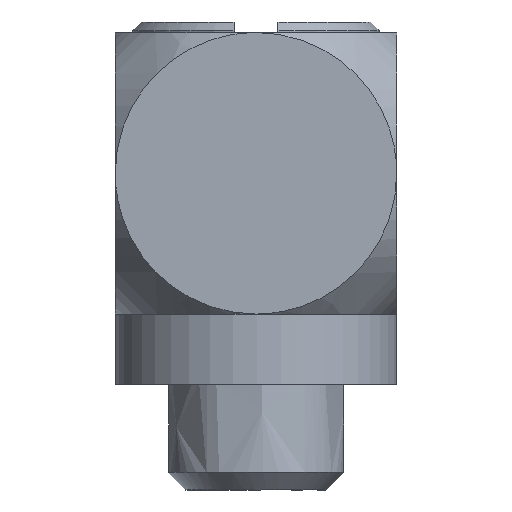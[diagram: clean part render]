
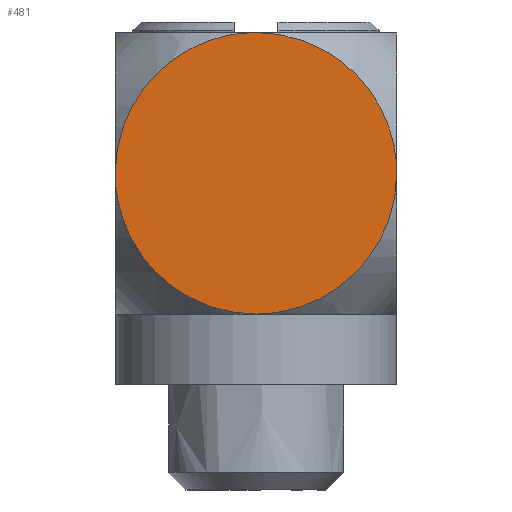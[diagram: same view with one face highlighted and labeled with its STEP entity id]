
A CAD part, left-side view. The second image highlights one B-rep face of the part: STEP entity #481.
In plain terms, the highlighted free-form (B-spline) face has degree [1, 1] with [2, 2] control points.
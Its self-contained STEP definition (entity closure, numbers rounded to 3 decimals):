
#105 = VERTEX_POINT('',#106);
#106 = CARTESIAN_POINT('',(-4.75,0.,
    4.75));
#149 = VERTEX_POINT('',#150);
#150 = CARTESIAN_POINT('',(-4.75,-4.75,0.));
#286 = EDGE_CURVE('',#105,#149,#287,.T.);
#287 = ( BOUNDED_CURVE() B_SPLINE_CURVE(2,(#288,#289,#290),
.UNSPECIFIED.,.F.,.F.) B_SPLINE_CURVE_WITH_KNOTS((3,3),(0.,
1.571),.PIECEWISE_BEZIER_KNOTS.) CURVE() 
GEOMETRIC_REPRESENTATION_ITEM() RATIONAL_B_SPLINE_CURVE((1.,
0.707,1.)) REPRESENTATION_ITEM('') );
#288 = CARTESIAN_POINT('',(-4.75,0.,4.75));
#289 = CARTESIAN_POINT('',(-4.75,-4.75,4.75)
  );
#290 = CARTESIAN_POINT('',(-4.75,-4.75,
    0.));
#307 = EDGE_CURVE('',#308,#105,#310,.T.);
#308 = VERTEX_POINT('',#309);
#309 = CARTESIAN_POINT('',(-4.75,4.75,0.));
#310 = ( BOUNDED_CURVE() B_SPLINE_CURVE(2,(#311,#312,#313),
.UNSPECIFIED.,.F.,.F.) B_SPLINE_CURVE_WITH_KNOTS((3,3),(4.712,
6.283),.PIECEWISE_BEZIER_KNOTS.) CURVE() 
GEOMETRIC_REPRESENTATION_ITEM() RATIONAL_B_SPLINE_CURVE((1.,
0.707,1.)) REPRESENTATION_ITEM('') );
#311 = CARTESIAN_POINT('',(-4.75,4.75,
    0.));
#312 = CARTESIAN_POINT('',(-4.75,4.75,4.75));
#313 = CARTESIAN_POINT('',(-4.75,0.,
    4.75));
#372 = EDGE_CURVE('',#149,#373,#375,.T.);
#373 = VERTEX_POINT('',#374);
#374 = CARTESIAN_POINT('',(-4.75,0.,
    -4.75));
#375 = ( BOUNDED_CURVE() B_SPLINE_CURVE(2,(#376,#377,#378),
.UNSPECIFIED.,.F.,.F.) B_SPLINE_CURVE_WITH_KNOTS((3,3),(1.571,
3.142),.PIECEWISE_BEZIER_KNOTS.) CURVE() 
GEOMETRIC_REPRESENTATION_ITEM() RATIONAL_B_SPLINE_CURVE((1.,
0.707,1.)) REPRESENTATION_ITEM('') );
#376 = CARTESIAN_POINT('',(-4.75,-4.75,
    0.));
#377 = CARTESIAN_POINT('',(-4.75,-4.75,-4.75)
  );
#378 = CARTESIAN_POINT('',(-4.75,0.,
    -4.75));
#481 = ADVANCED_FACE('',(#482),#493,.F.);
#482 = FACE_BOUND('',#483,.F.);
#483 = EDGE_LOOP('',(#484,#485,#486,#487));
#484 = ORIENTED_EDGE('',*,*,#307,.T.);
#485 = ORIENTED_EDGE('',*,*,#286,.T.);
#486 = ORIENTED_EDGE('',*,*,#372,.T.);
#487 = ORIENTED_EDGE('',*,*,#488,.T.);
#488 = EDGE_CURVE('',#373,#308,#489,.T.);
#489 = ( BOUNDED_CURVE() B_SPLINE_CURVE(2,(#490,#491,#492),
.UNSPECIFIED.,.F.,.F.) B_SPLINE_CURVE_WITH_KNOTS((3,3),(3.142,
4.712),.PIECEWISE_BEZIER_KNOTS.) CURVE() 
GEOMETRIC_REPRESENTATION_ITEM() RATIONAL_B_SPLINE_CURVE((1.,
0.707,1.)) REPRESENTATION_ITEM('') );
#490 = CARTESIAN_POINT('',(-4.75,0.,
    -4.75));
#491 = CARTESIAN_POINT('',(-4.75,4.75,-4.75)
  );
#492 = CARTESIAN_POINT('',(-4.75,4.75,
    0.));
#493 = B_SPLINE_SURFACE_WITH_KNOTS('',1,1,(
    (#494,#495)
    ,(#496,#497
    )),.UNSPECIFIED.,.F.,.F.,.F.,(2,2),(2,2),(0.,8.),(-29.991,
    -21.991),.PIECEWISE_BEZIER_KNOTS.);
#494 = CARTESIAN_POINT('',(-4.75,-4.75,-4.75)
  );
#495 = CARTESIAN_POINT('',(-4.75,-4.75,4.75)
  );
#496 = CARTESIAN_POINT('',(-4.75,4.75,-4.75)
  );
#497 = CARTESIAN_POINT('',(-4.75,4.75,4.75));
